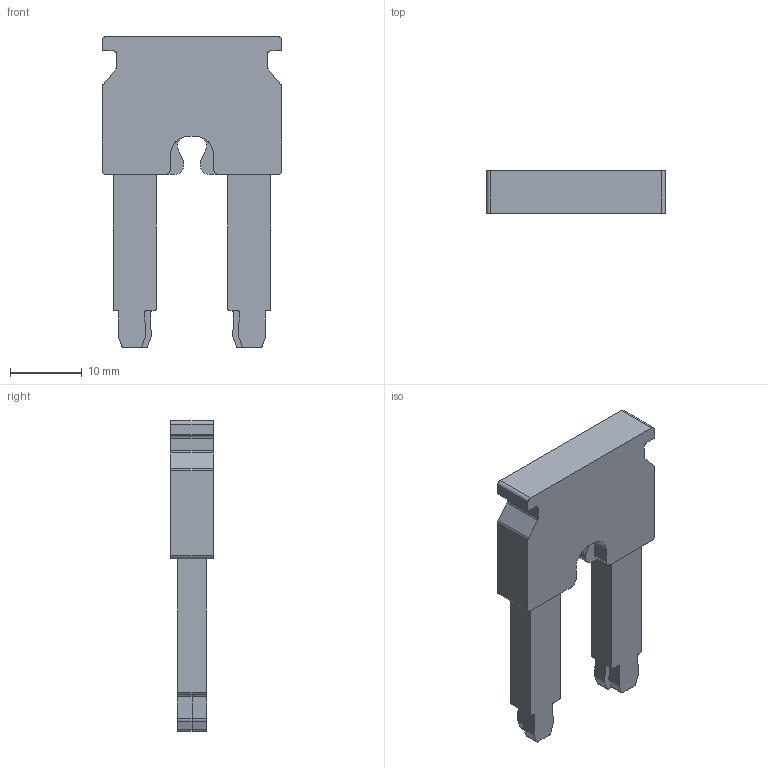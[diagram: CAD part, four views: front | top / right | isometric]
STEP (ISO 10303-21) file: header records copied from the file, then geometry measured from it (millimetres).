
FILE_DESCRIPTION(('CATIA V5R20 STEP214','CAx-IF Rec.Pracs.--- Model Styling and Organization---1.4--- 2014-01-23'),'2;1');
FILE_NAME ('586115-1_1', '2019-01-31T08:36:24+00:00', ('Weidmueller Interface'), ('Weidmueller'), 'CATIA Version 5-6 Release 2016 SP3 HF44', 'CATIA V5 STEP AP214', 'none');
FILE_SCHEMA(('AUTOMOTIVE_DESIGN { 1 0 10303 214 1 1 1 1 }'));
Length unit declared in the file: millimetre
Products named in the file (1): _ZQV 35/2 2634950000
Bounding box: 25 x 6 x 43.4 mm (x, y, z)
Volume: 3704.6 mm3; surface area: 2524 mm2
Topology: 3 solids, 3 shells, 116 faces, 330 edges, 220 vertices
Faces by surface type: plane 68, cylinder 48
Entity records: 3705 total; most frequent: CARTESIAN_POINT 664, ORIENTED_EDGE 660, DIRECTION 556, EDGE_CURVE 330, VECTOR 226, LINE 226, VERTEX_POINT 220, AXIS2_PLACEMENT_3D 218
